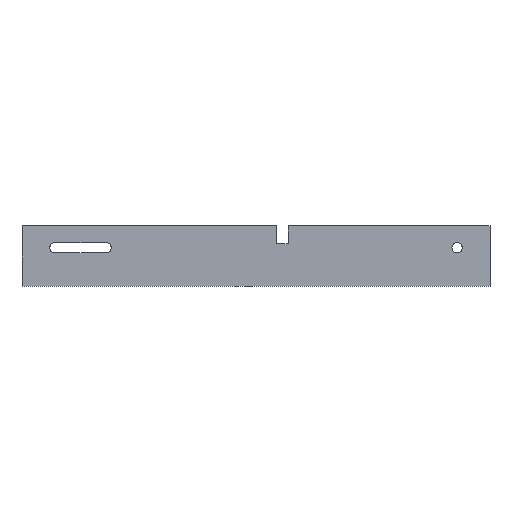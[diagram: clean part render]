
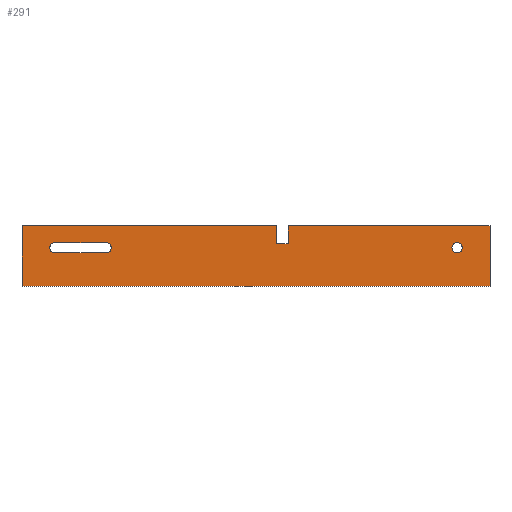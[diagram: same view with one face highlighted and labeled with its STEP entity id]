
A CAD part, top view. The second image highlights one B-rep face of the part: STEP entity #291.
In plain terms, the highlighted planar face has unit normal (0, 0, 1).
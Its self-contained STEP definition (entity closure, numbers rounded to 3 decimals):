
#18=FACE_BOUND('',#48,.T.);
#19=FACE_BOUND('',#49,.T.);
#22=CIRCLE('',#327,7.);
#23=CIRCLE('',#328,7.);
#24=CIRCLE('',#329,7.);
#25=CIRCLE('',#330,7.);
#32=FACE_OUTER_BOUND('',#47,.T.);
#47=EDGE_LOOP('',(#208,#209,#210,#211,#212,#213,#214,#215));
#48=EDGE_LOOP('',(#216,#217,#218,#219));
#49=EDGE_LOOP('',(#220,#221));
#63=LINE('',#428,#96);
#67=LINE('',#436,#100);
#70=LINE('',#442,#103);
#73=LINE('',#448,#106);
#74=LINE('',#450,#107);
#75=LINE('',#452,#108);
#76=LINE('',#454,#109);
#77=LINE('',#455,#110);
#78=LINE('',#460,#111);
#79=LINE('',#463,#112);
#96=VECTOR('',#349,10.);
#100=VECTOR('',#355,10.);
#103=VECTOR('',#360,10.);
#106=VECTOR('',#365,10.);
#107=VECTOR('',#366,10.);
#108=VECTOR('',#367,10.);
#109=VECTOR('',#368,10.);
#110=VECTOR('',#369,10.);
#111=VECTOR('',#372,10.);
#112=VECTOR('',#375,10.);
#129=VERTEX_POINT('',#426);
#130=VERTEX_POINT('',#427);
#133=VERTEX_POINT('',#435);
#135=VERTEX_POINT('',#441);
#137=VERTEX_POINT('',#447);
#138=VERTEX_POINT('',#449);
#139=VERTEX_POINT('',#451);
#140=VERTEX_POINT('',#453);
#141=VERTEX_POINT('',#456);
#142=VERTEX_POINT('',#457);
#143=VERTEX_POINT('',#459);
#144=VERTEX_POINT('',#461);
#145=VERTEX_POINT('',#464);
#146=VERTEX_POINT('',#465);
#156=EDGE_CURVE('',#129,#130,#63,.T.);
#160=EDGE_CURVE('',#130,#133,#67,.T.);
#163=EDGE_CURVE('',#135,#129,#70,.T.);
#166=EDGE_CURVE('',#133,#137,#73,.T.);
#167=EDGE_CURVE('',#137,#138,#74,.T.);
#168=EDGE_CURVE('',#138,#139,#75,.T.);
#169=EDGE_CURVE('',#139,#140,#76,.T.);
#170=EDGE_CURVE('',#140,#135,#77,.T.);
#171=EDGE_CURVE('',#141,#142,#22,.T.);
#172=EDGE_CURVE('',#142,#143,#78,.T.);
#173=EDGE_CURVE('',#143,#144,#23,.T.);
#174=EDGE_CURVE('',#144,#141,#79,.T.);
#175=EDGE_CURVE('',#145,#146,#24,.T.);
#176=EDGE_CURVE('',#146,#145,#25,.T.);
#208=ORIENTED_EDGE('',*,*,#163,.T.);
#209=ORIENTED_EDGE('',*,*,#156,.T.);
#210=ORIENTED_EDGE('',*,*,#160,.T.);
#211=ORIENTED_EDGE('',*,*,#166,.T.);
#212=ORIENTED_EDGE('',*,*,#167,.T.);
#213=ORIENTED_EDGE('',*,*,#168,.T.);
#214=ORIENTED_EDGE('',*,*,#169,.T.);
#215=ORIENTED_EDGE('',*,*,#170,.T.);
#216=ORIENTED_EDGE('',*,*,#171,.T.);
#217=ORIENTED_EDGE('',*,*,#172,.T.);
#218=ORIENTED_EDGE('',*,*,#173,.T.);
#219=ORIENTED_EDGE('',*,*,#174,.T.);
#220=ORIENTED_EDGE('',*,*,#175,.T.);
#221=ORIENTED_EDGE('',*,*,#176,.T.);
#279=PLANE('',#326);
#291=ADVANCED_FACE('',(#32,#18,#19),#279,.T.);
#326=AXIS2_PLACEMENT_3D('',#446,#363,#364);
#327=AXIS2_PLACEMENT_3D('',#458,#370,#371);
#328=AXIS2_PLACEMENT_3D('',#462,#373,#374);
#329=AXIS2_PLACEMENT_3D('',#466,#376,#377);
#330=AXIS2_PLACEMENT_3D('',#467,#378,#379);
#349=DIRECTION('',(-1.,0.,0.));
#355=DIRECTION('',(0.,1.,0.));
#360=DIRECTION('',(0.,-1.,0.));
#363=DIRECTION('center_axis',(0.,0.,1.));
#364=DIRECTION('ref_axis',(1.,0.,0.));
#365=DIRECTION('',(-1.,0.,0.));
#366=DIRECTION('',(0.,-1.,0.));
#367=DIRECTION('',(1.,0.,0.));
#368=DIRECTION('',(0.,1.,0.));
#369=DIRECTION('',(-1.,0.,0.));
#370=DIRECTION('center_axis',(0.,0.,-1.));
#371=DIRECTION('ref_axis',(0.,-1.,0.));
#372=DIRECTION('',(-1.,0.,0.));
#373=DIRECTION('center_axis',(0.,0.,-1.));
#374=DIRECTION('ref_axis',(0.,1.,0.));
#375=DIRECTION('',(1.,0.,0.));
#376=DIRECTION('center_axis',(0.,0.,-1.));
#377=DIRECTION('ref_axis',(1.,0.,0.));
#378=DIRECTION('center_axis',(0.,0.,-1.));
#379=DIRECTION('ref_axis',(1.,0.,0.));
#426=CARTESIAN_POINT('',(-276.,35.793,6.));
#427=CARTESIAN_POINT('',(-292.,35.793,6.));
#428=CARTESIAN_POINT('',(-306.,35.793,6.));
#435=CARTESIAN_POINT('',(-292.,60.,6.));
#436=CARTESIAN_POINT('',(-292.,39.375,6.));
#441=CARTESIAN_POINT('',(-276.,60.,6.));
#442=CARTESIAN_POINT('',(-276.,27.272,6.));
#446=CARTESIAN_POINT('Origin',(-320.,18.75,6.));
#447=CARTESIAN_POINT('',(-640.,60.,6.));
#448=CARTESIAN_POINT('',(0.,60.,6.));
#449=CARTESIAN_POINT('',(-640.,-22.5,6.));
#450=CARTESIAN_POINT('',(-640.,60.,6.));
#451=CARTESIAN_POINT('',(0.,-22.5,6.));
#452=CARTESIAN_POINT('',(-640.,-22.5,6.));
#453=CARTESIAN_POINT('',(0.,60.,6.));
#454=CARTESIAN_POINT('',(0.,-22.5,6.));
#455=CARTESIAN_POINT('',(0.,60.,6.));
#456=CARTESIAN_POINT('',(-525.,37.,6.));
#457=CARTESIAN_POINT('',(-525.,23.,6.));
#458=CARTESIAN_POINT('Origin',(-525.,30.,6.));
#459=CARTESIAN_POINT('',(-595.,23.,6.));
#460=CARTESIAN_POINT('',(-422.5,23.,6.));
#461=CARTESIAN_POINT('',(-595.,37.,6.));
#462=CARTESIAN_POINT('Origin',(-595.,30.,6.));
#463=CARTESIAN_POINT('',(-457.5,37.,6.));
#464=CARTESIAN_POINT('',(-38.,30.,6.));
#465=CARTESIAN_POINT('',(-52.,30.,6.));
#466=CARTESIAN_POINT('Origin',(-45.,30.,6.));
#467=CARTESIAN_POINT('Origin',(-45.,30.,6.));
